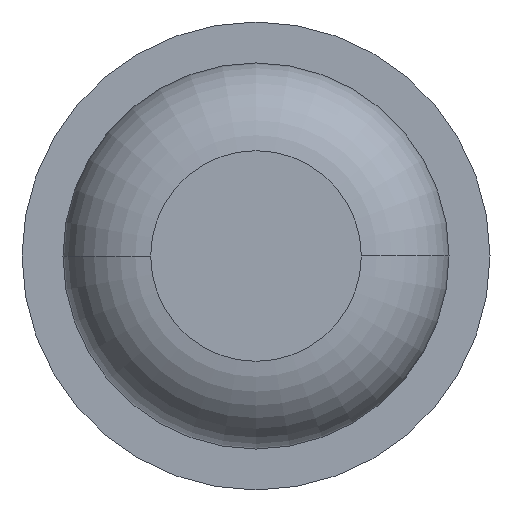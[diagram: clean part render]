
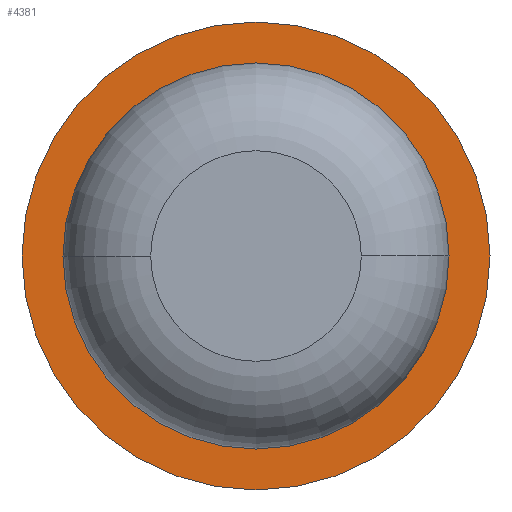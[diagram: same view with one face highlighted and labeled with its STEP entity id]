
A CAD part, front view. The second image highlights one B-rep face of the part: STEP entity #4381.
In plain terms, the highlighted planar face has unit normal (0, -1, 0).
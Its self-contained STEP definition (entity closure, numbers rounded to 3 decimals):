
#67 = AXIS2_PLACEMENT_3D ( 'NONE', #832, #3523, #1283 ) ;
#364 = CARTESIAN_POINT ( 'NONE',  ( -0.825, -6., 0. ) ) ;
#442 = AXIS2_PLACEMENT_3D ( 'NONE', #2480, #3963, #3620 ) ;
#610 = FACE_OUTER_BOUND ( 'NONE', #3112, .T. ) ;
#617 = CARTESIAN_POINT ( 'NONE',  ( 0., -6., 0. ) ) ;
#832 = CARTESIAN_POINT ( 'NONE',  ( 0., -6., 0. ) ) ;
#1097 = AXIS2_PLACEMENT_3D ( 'NONE', #2081, #4691, #4708 ) ;
#1168 = AXIS2_PLACEMENT_3D ( 'NONE', #3576, #2818, #3950 ) ;
#1214 = EDGE_CURVE ( 'Defeature ausgef�hrt3_6+Defeature ausgef�hrt3_5+Defeature ausgef�hrt3_5+Defeature ausgef�hrt3_5', #3635, #1600, #2279, .T. ) ;
#1283 = DIRECTION ( 'NONE',  ( -1., 0., 0. ) ) ;
#1600 = VERTEX_POINT ( 'NONE', #4348 ) ;
#1625 = CIRCLE ( 'NONE', #1097, 0.825 ) ;
#1733 = DIRECTION ( 'NONE',  ( -1., 0., 0. ) ) ;
#1970 = FACE_BOUND ( 'NONE', #3996, .T. ) ;
#2081 = CARTESIAN_POINT ( 'NONE',  ( 0., -6., 0. ) ) ;
#2180 = VERTEX_POINT ( 'NONE', #364 ) ;
#2279 = CIRCLE ( 'NONE', #442, 1. ) ;
#2302 = VERTEX_POINT ( 'NONE', #4245 ) ;
#2310 = ORIENTED_EDGE ( 'NONE', *, *, #4686, .F. ) ;
#2410 = ORIENTED_EDGE ( 'NONE', *, *, #3301, .T. ) ;
#2480 = CARTESIAN_POINT ( 'NONE',  ( 0., -6., 0. ) ) ;
#2818 = DIRECTION ( 'NONE',  ( 0., 1., 0. ) ) ;
#2819 = DIRECTION ( 'NONE',  ( 0., 1., 0. ) ) ;
#3112 = EDGE_LOOP ( 'NONE', ( #4123, #2310 ) ) ;
#3301 = EDGE_CURVE ( 'Defeature ausgef�hrt3_5+Defeature ausgef�hrt3_0+Defeature ausgef�hrt3_0+Defeature ausgef�hrt3_0', #2302, #2180, #4447, .T. ) ;
#3523 = DIRECTION ( 'NONE',  ( 0., 1., 0. ) ) ;
#3576 = CARTESIAN_POINT ( 'NONE',  ( 0.825, -6., 0. ) ) ;
#3620 = DIRECTION ( 'NONE',  ( -1., 0., 0. ) ) ;
#3635 = VERTEX_POINT ( 'NONE', #4407 ) ;
#3851 = AXIS2_PLACEMENT_3D ( 'NONE', #617, #2819, #1733 ) ;
#3885 = CIRCLE ( 'NONE', #67, 1. ) ;
#3897 = EDGE_CURVE ( 'Defeature ausgef�hrt3_5+Defeature ausgef�hrt3_0+Defeature ausgef�hrt3_0+Defeature ausgef�hrt3_0', #2180, #2302, #1625, .T. ) ;
#3950 = DIRECTION ( 'NONE',  ( -1., 0., 0. ) ) ;
#3963 = DIRECTION ( 'NONE',  ( 0., 1., 0. ) ) ;
#3996 = EDGE_LOOP ( 'NONE', ( #4324, #2410 ) ) ;
#3998 = PLANE ( 'NONE',  #1168 ) ;
#4123 = ORIENTED_EDGE ( 'NONE', *, *, #1214, .F. ) ;
#4245 = CARTESIAN_POINT ( 'NONE',  ( 0.825, -6., 0. ) ) ;
#4324 = ORIENTED_EDGE ( 'NONE', *, *, #3897, .T. ) ;
#4348 = CARTESIAN_POINT ( 'NONE',  ( 1., -6., 0. ) ) ;
#4381 = ADVANCED_FACE ( 'Defeature ausgef�hrt3_5', ( #610, #1970 ), #3998, .F. ) ;
#4407 = CARTESIAN_POINT ( 'NONE',  ( -1., -6., 0. ) ) ;
#4447 = CIRCLE ( 'NONE', #3851, 0.825 ) ;
#4686 = EDGE_CURVE ( 'Defeature ausgef�hrt3_6+Defeature ausgef�hrt3_5+Defeature ausgef�hrt3_5+Defeature ausgef�hrt3_5', #1600, #3635, #3885, .T. ) ;
#4691 = DIRECTION ( 'NONE',  ( 0., 1., 0. ) ) ;
#4708 = DIRECTION ( 'NONE',  ( -1., 0., 0. ) ) ;
